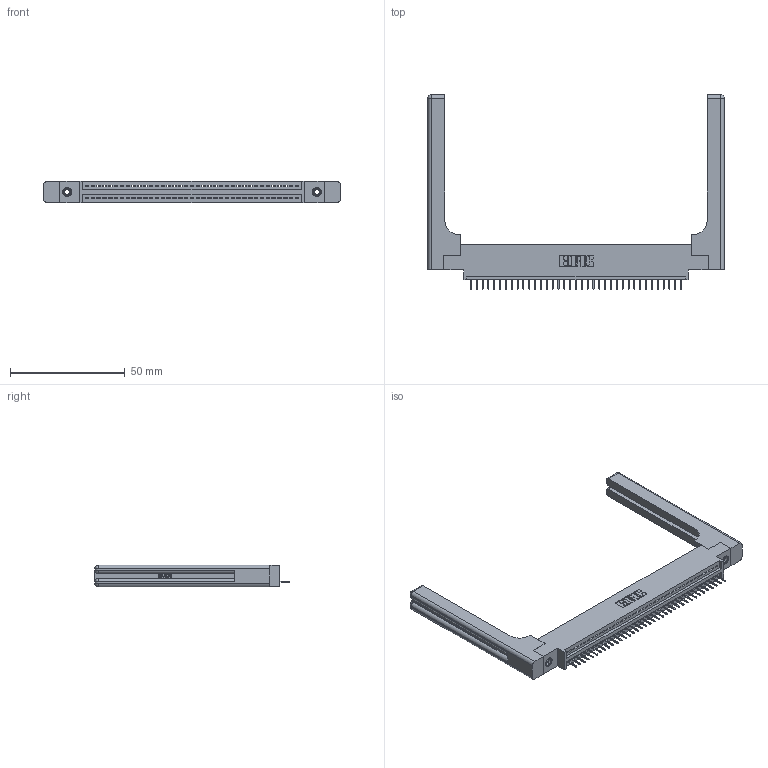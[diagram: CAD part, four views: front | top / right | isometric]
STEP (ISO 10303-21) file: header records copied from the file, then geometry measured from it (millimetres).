
FILE_DESCRIPTION (( 'STEP AP203' ), '1' );
FILE_NAME ('345-037-524-658.STEP', '2019-10-08T01:18:22', ( '' ), ( '' ), 'SwSTEP 2.0', 'SolidWorks 2016', '' );
FILE_SCHEMA (( 'CONFIG_CONTROL_DESIGN' ));
Length unit declared in the file: inch
Products named in the file (5): 345-250-001_345-250-001-102; 345-292-001_345-293-124; 345 Part_0.170 Offset - 0.156 Dia-TH; 345-037-524-658; 345-220-058_345-220-058
Assembly tree (42 placements, depth 2):
  345-037-524-658
    345 Part_0.170 Offset - 0.156 Dia-TH
    345-292-001_345-293-124  x37
    345-250-001_345-250-001-102  x2
    345-220-058_345-220-058  x2
Bounding box: 129.01 x 84.63 x 9.4 mm (x, y, z)
Volume: 20457.6 mm3; surface area: 20780.9 mm2
Topology: 42 solids, 42 shells, 2680 faces, 7679 edges, 4950 vertices
Faces by surface type: plane 1934, cylinder 686, bspline 36, cone 12, sphere 8, torus 4
Entity records: 33908 total; most frequent: CARTESIAN_POINT 6844, ORIENTED_EDGE 5612, DIRECTION 4932, EDGE_CURVE 2806, VECTOR 2438, LINE 2438, VERTEX_POINT 1858, AXIS2_PLACEMENT_3D 1247
